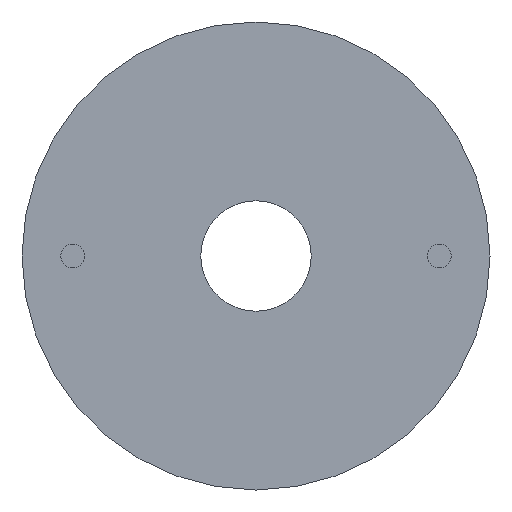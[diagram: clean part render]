
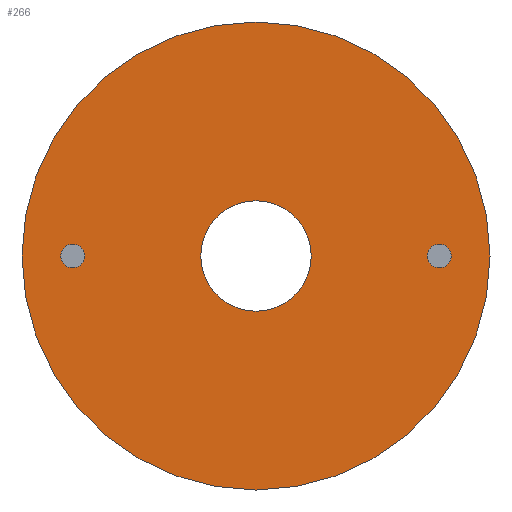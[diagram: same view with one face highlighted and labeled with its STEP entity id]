
A CAD part, front view. The second image highlights one B-rep face of the part: STEP entity #266.
In plain terms, the highlighted planar face has unit normal (0, -1, 0).
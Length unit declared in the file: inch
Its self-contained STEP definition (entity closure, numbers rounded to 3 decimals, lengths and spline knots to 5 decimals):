
#1=CARTESIAN_POINT('',(0.,-0.455,0.));
#2=DIRECTION('',(0.,-1.,0.));
#3=DIRECTION('',(-1.,0.,0.));
#4=AXIS2_PLACEMENT_3D('',#1,#2,#3);
#6=CARTESIAN_POINT('',(0.,-0.455,0.));
#7=DIRECTION('',(0.,-1.,0.));
#8=DIRECTION('',(1.,0.,0.));
#9=AXIS2_PLACEMENT_3D('',#6,#7,#8);
#11=CARTESIAN_POINT('',(0.325,-0.455,0.));
#12=DIRECTION('',(0.,-1.,0.));
#13=DIRECTION('',(1.,0.,0.));
#14=AXIS2_PLACEMENT_3D('',#11,#12,#13);
#16=CARTESIAN_POINT('',(0.325,-0.455,0.));
#17=DIRECTION('',(0.,-1.,0.));
#18=DIRECTION('',(-1.,0.,0.));
#19=AXIS2_PLACEMENT_3D('',#16,#17,#18);
#21=CARTESIAN_POINT('',(-0.325,-0.455,0.));
#22=DIRECTION('',(0.,-1.,0.));
#23=DIRECTION('',(1.,0.,0.));
#24=AXIS2_PLACEMENT_3D('',#21,#22,#23);
#26=CARTESIAN_POINT('',(-0.325,-0.455,0.));
#27=DIRECTION('',(0.,-1.,0.));
#28=DIRECTION('',(-1.,0.,0.));
#29=AXIS2_PLACEMENT_3D('',#26,#27,#28);
#31=CARTESIAN_POINT('',(0.,-0.455,0.));
#32=DIRECTION('',(0.,-1.,0.));
#33=DIRECTION('',(1.,0.,0.));
#34=AXIS2_PLACEMENT_3D('',#31,#32,#33);
#36=CARTESIAN_POINT('',(0.,-0.455,0.));
#37=DIRECTION('',(0.,-1.,0.));
#38=DIRECTION('',(-1.,0.,0.));
#39=AXIS2_PLACEMENT_3D('',#36,#37,#38);
#193=CARTESIAN_POINT('',(-0.415,-0.455,0.));
#194=CARTESIAN_POINT('',(0.415,-0.455,0.));
#195=VERTEX_POINT('',#193);
#196=VERTEX_POINT('',#194);
#221=CARTESIAN_POINT('',(0.346,-0.455,0.));
#222=CARTESIAN_POINT('',(0.304,-0.455,0.));
#223=VERTEX_POINT('',#221);
#224=VERTEX_POINT('',#222);
#225=CARTESIAN_POINT('',(-0.304,-0.455,0.));
#226=CARTESIAN_POINT('',(-0.346,-0.455,0.));
#227=VERTEX_POINT('',#225);
#228=VERTEX_POINT('',#226);
#229=CARTESIAN_POINT('',(0.098,-0.455,0.));
#230=CARTESIAN_POINT('',(-0.098,-0.455,0.));
#231=VERTEX_POINT('',#229);
#232=VERTEX_POINT('',#230);
#237=CARTESIAN_POINT('',(0.,-0.455,0.));
#238=DIRECTION('',(0.,1.,0.));
#239=DIRECTION('',(1.,0.,0.));
#240=AXIS2_PLACEMENT_3D('',#237,#238,#239);
#241=PLANE('',#240);
#243=ORIENTED_EDGE('',*,*,#242,.F.);
#245=ORIENTED_EDGE('',*,*,#244,.F.);
#246=EDGE_LOOP('',(#243,#245));
#247=FACE_OUTER_BOUND('',#246,.F.);
#249=ORIENTED_EDGE('',*,*,#248,.T.);
#251=ORIENTED_EDGE('',*,*,#250,.T.);
#252=EDGE_LOOP('',(#249,#251));
#253=FACE_BOUND('',#252,.F.);
#255=ORIENTED_EDGE('',*,*,#254,.T.);
#257=ORIENTED_EDGE('',*,*,#256,.T.);
#258=EDGE_LOOP('',(#255,#257));
#259=FACE_BOUND('',#258,.F.);
#261=ORIENTED_EDGE('',*,*,#260,.T.);
#263=ORIENTED_EDGE('',*,*,#262,.T.);
#264=EDGE_LOOP('',(#261,#263));
#265=FACE_BOUND('',#264,.F.);
#5=CIRCLE('',#4,0.415);
#10=CIRCLE('',#9,0.415);
#15=CIRCLE('',#14,0.021);
#20=CIRCLE('',#19,0.021);
#25=CIRCLE('',#24,0.021);
#30=CIRCLE('',#29,0.021);
#35=CIRCLE('',#34,0.098);
#40=CIRCLE('',#39,0.098);
#242=EDGE_CURVE('',#195,#196,#5,.T.);
#244=EDGE_CURVE('',#196,#195,#10,.T.);
#248=EDGE_CURVE('',#223,#224,#15,.T.);
#250=EDGE_CURVE('',#224,#223,#20,.T.);
#254=EDGE_CURVE('',#227,#228,#25,.T.);
#256=EDGE_CURVE('',#228,#227,#30,.T.);
#260=EDGE_CURVE('',#231,#232,#35,.T.);
#262=EDGE_CURVE('',#232,#231,#40,.T.);
#266=ADVANCED_FACE('',(#247,#253,#259,#265),#241,.F.);
